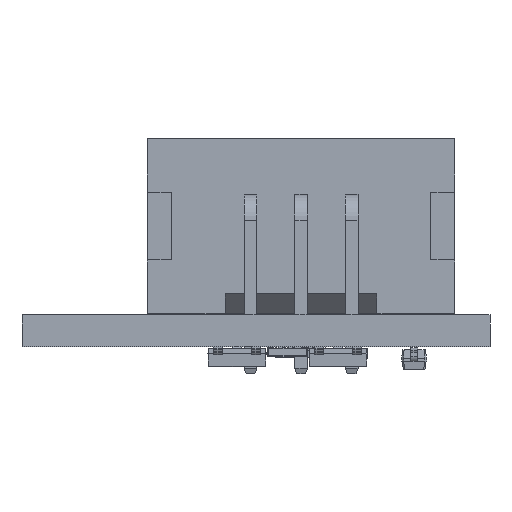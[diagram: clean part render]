
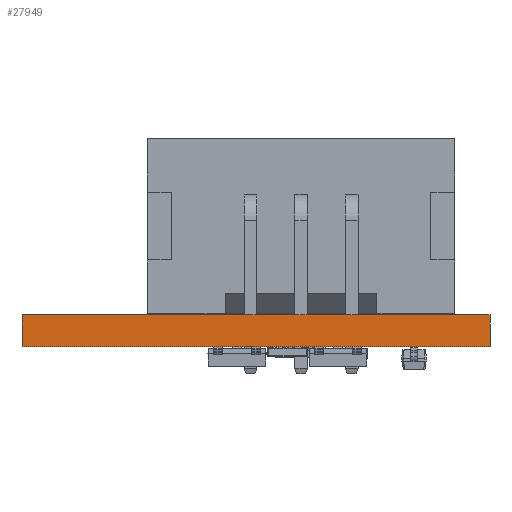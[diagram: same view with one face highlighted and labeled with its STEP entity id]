
A CAD part, front view. The second image highlights one B-rep face of the part: STEP entity #27949.
In plain terms, the highlighted planar face has unit normal (0, -1, 0).
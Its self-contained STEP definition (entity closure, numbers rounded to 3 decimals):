
#27949 = ADVANCED_FACE('',(#27950),#27964,.T.);
#27950 = FACE_BOUND('',#27951,.T.);
#27951 = EDGE_LOOP('',(#27952,#27987,#28015,#28043));
#27952 = ORIENTED_EDGE('',*,*,#27953,.T.);
#27953 = EDGE_CURVE('',#27954,#27956,#27958,.T.);
#27954 = VERTEX_POINT('',#27955);
#27955 = CARTESIAN_POINT('',(97.155,-91.44,0.));
#27956 = VERTEX_POINT('',#27957);
#27957 = CARTESIAN_POINT('',(97.155,-91.44,1.6));
#27958 = SURFACE_CURVE('',#27959,(#27963,#27975),.PCURVE_S1.);
#27959 = LINE('',#27960,#27961);
#27960 = CARTESIAN_POINT('',(97.155,-91.44,0.));
#27961 = VECTOR('',#27962,1.);
#27962 = DIRECTION('',(0.,0.,1.));
#27963 = PCURVE('',#27964,#27969);
#27964 = PLANE('',#27965);
#27965 = AXIS2_PLACEMENT_3D('',#27966,#27967,#27968);
#27966 = CARTESIAN_POINT('',(97.155,-91.44,0.));
#27967 = DIRECTION('',(0.,-1.,0.));
#27968 = DIRECTION('',(-1.,0.,0.));
#27969 = DEFINITIONAL_REPRESENTATION('',(#27970),#27974);
#27970 = LINE('',#27971,#27972);
#27971 = CARTESIAN_POINT('',(0.,-0.));
#27972 = VECTOR('',#27973,1.);
#27973 = DIRECTION('',(0.,-1.));
#27974 = ( GEOMETRIC_REPRESENTATION_CONTEXT(2) 
PARAMETRIC_REPRESENTATION_CONTEXT() REPRESENTATION_CONTEXT('2D SPACE',''
  ) );
#27975 = PCURVE('',#27976,#27981);
#27976 = PLANE('',#27977);
#27977 = AXIS2_PLACEMENT_3D('',#27978,#27979,#27980);
#27978 = CARTESIAN_POINT('',(97.155,-49.53,0.));
#27979 = DIRECTION('',(1.,0.,-0.));
#27980 = DIRECTION('',(0.,-1.,0.));
#27981 = DEFINITIONAL_REPRESENTATION('',(#27982),#27986);
#27982 = LINE('',#27983,#27984);
#27983 = CARTESIAN_POINT('',(41.91,0.));
#27984 = VECTOR('',#27985,1.);
#27985 = DIRECTION('',(0.,-1.));
#27986 = ( GEOMETRIC_REPRESENTATION_CONTEXT(2) 
PARAMETRIC_REPRESENTATION_CONTEXT() REPRESENTATION_CONTEXT('2D SPACE',''
  ) );
#27987 = ORIENTED_EDGE('',*,*,#27988,.T.);
#27988 = EDGE_CURVE('',#27956,#27989,#27991,.T.);
#27989 = VERTEX_POINT('',#27990);
#27990 = CARTESIAN_POINT('',(73.66,-91.44,1.6));
#27991 = SURFACE_CURVE('',#27992,(#27996,#28003),.PCURVE_S1.);
#27992 = LINE('',#27993,#27994);
#27993 = CARTESIAN_POINT('',(97.155,-91.44,1.6));
#27994 = VECTOR('',#27995,1.);
#27995 = DIRECTION('',(-1.,0.,0.));
#27996 = PCURVE('',#27964,#27997);
#27997 = DEFINITIONAL_REPRESENTATION('',(#27998),#28002);
#27998 = LINE('',#27999,#28000);
#27999 = CARTESIAN_POINT('',(0.,-1.6));
#28000 = VECTOR('',#28001,1.);
#28001 = DIRECTION('',(1.,0.));
#28002 = ( GEOMETRIC_REPRESENTATION_CONTEXT(2) 
PARAMETRIC_REPRESENTATION_CONTEXT() REPRESENTATION_CONTEXT('2D SPACE',''
  ) );
#28003 = PCURVE('',#28004,#28009);
#28004 = PLANE('',#28005);
#28005 = AXIS2_PLACEMENT_3D('',#28006,#28007,#28008);
#28006 = CARTESIAN_POINT('',(85.408,-70.485,1.6));
#28007 = DIRECTION('',(-0.,-0.,-1.));
#28008 = DIRECTION('',(-1.,0.,0.));
#28009 = DEFINITIONAL_REPRESENTATION('',(#28010),#28014);
#28010 = LINE('',#28011,#28012);
#28011 = CARTESIAN_POINT('',(-11.748,-20.955));
#28012 = VECTOR('',#28013,1.);
#28013 = DIRECTION('',(1.,0.));
#28014 = ( GEOMETRIC_REPRESENTATION_CONTEXT(2) 
PARAMETRIC_REPRESENTATION_CONTEXT() REPRESENTATION_CONTEXT('2D SPACE',''
  ) );
#28015 = ORIENTED_EDGE('',*,*,#28016,.F.);
#28016 = EDGE_CURVE('',#28017,#27989,#28019,.T.);
#28017 = VERTEX_POINT('',#28018);
#28018 = CARTESIAN_POINT('',(73.66,-91.44,0.));
#28019 = SURFACE_CURVE('',#28020,(#28024,#28031),.PCURVE_S1.);
#28020 = LINE('',#28021,#28022);
#28021 = CARTESIAN_POINT('',(73.66,-91.44,0.));
#28022 = VECTOR('',#28023,1.);
#28023 = DIRECTION('',(0.,0.,1.));
#28024 = PCURVE('',#27964,#28025);
#28025 = DEFINITIONAL_REPRESENTATION('',(#28026),#28030);
#28026 = LINE('',#28027,#28028);
#28027 = CARTESIAN_POINT('',(23.495,0.));
#28028 = VECTOR('',#28029,1.);
#28029 = DIRECTION('',(0.,-1.));
#28030 = ( GEOMETRIC_REPRESENTATION_CONTEXT(2) 
PARAMETRIC_REPRESENTATION_CONTEXT() REPRESENTATION_CONTEXT('2D SPACE',''
  ) );
#28031 = PCURVE('',#28032,#28037);
#28032 = PLANE('',#28033);
#28033 = AXIS2_PLACEMENT_3D('',#28034,#28035,#28036);
#28034 = CARTESIAN_POINT('',(73.66,-91.44,0.));
#28035 = DIRECTION('',(-1.,0.,0.));
#28036 = DIRECTION('',(0.,1.,0.));
#28037 = DEFINITIONAL_REPRESENTATION('',(#28038),#28042);
#28038 = LINE('',#28039,#28040);
#28039 = CARTESIAN_POINT('',(0.,0.));
#28040 = VECTOR('',#28041,1.);
#28041 = DIRECTION('',(0.,-1.));
#28042 = ( GEOMETRIC_REPRESENTATION_CONTEXT(2) 
PARAMETRIC_REPRESENTATION_CONTEXT() REPRESENTATION_CONTEXT('2D SPACE',''
  ) );
#28043 = ORIENTED_EDGE('',*,*,#28044,.F.);
#28044 = EDGE_CURVE('',#27954,#28017,#28045,.T.);
#28045 = SURFACE_CURVE('',#28046,(#28050,#28057),.PCURVE_S1.);
#28046 = LINE('',#28047,#28048);
#28047 = CARTESIAN_POINT('',(97.155,-91.44,0.));
#28048 = VECTOR('',#28049,1.);
#28049 = DIRECTION('',(-1.,0.,0.));
#28050 = PCURVE('',#27964,#28051);
#28051 = DEFINITIONAL_REPRESENTATION('',(#28052),#28056);
#28052 = LINE('',#28053,#28054);
#28053 = CARTESIAN_POINT('',(0.,-0.));
#28054 = VECTOR('',#28055,1.);
#28055 = DIRECTION('',(1.,0.));
#28056 = ( GEOMETRIC_REPRESENTATION_CONTEXT(2) 
PARAMETRIC_REPRESENTATION_CONTEXT() REPRESENTATION_CONTEXT('2D SPACE',''
  ) );
#28057 = PCURVE('',#28058,#28063);
#28058 = PLANE('',#28059);
#28059 = AXIS2_PLACEMENT_3D('',#28060,#28061,#28062);
#28060 = CARTESIAN_POINT('',(85.408,-70.485,0.));
#28061 = DIRECTION('',(-0.,-0.,-1.));
#28062 = DIRECTION('',(-1.,0.,0.));
#28063 = DEFINITIONAL_REPRESENTATION('',(#28064),#28068);
#28064 = LINE('',#28065,#28066);
#28065 = CARTESIAN_POINT('',(-11.748,-20.955));
#28066 = VECTOR('',#28067,1.);
#28067 = DIRECTION('',(1.,0.));
#28068 = ( GEOMETRIC_REPRESENTATION_CONTEXT(2) 
PARAMETRIC_REPRESENTATION_CONTEXT() REPRESENTATION_CONTEXT('2D SPACE',''
  ) );
